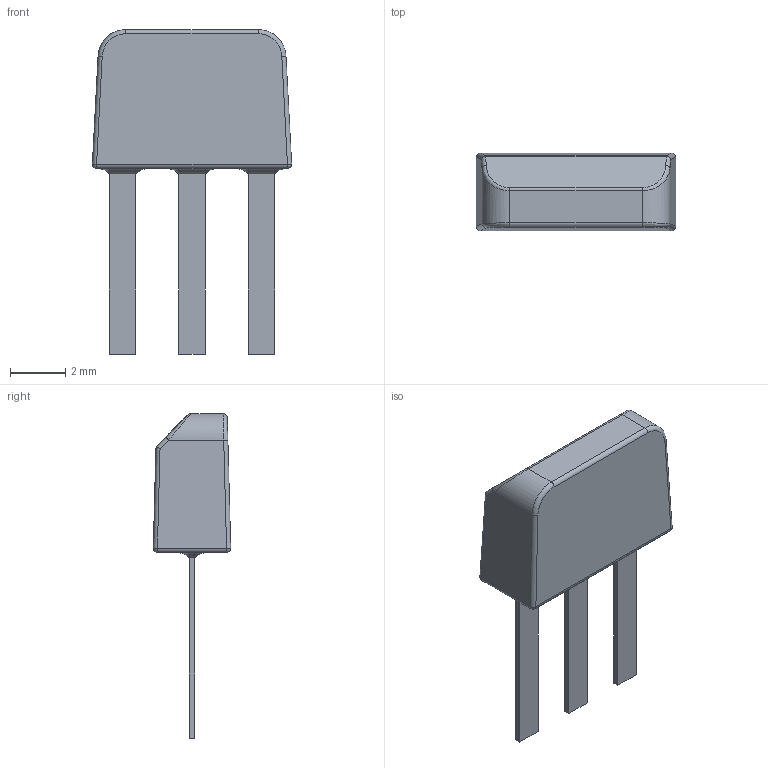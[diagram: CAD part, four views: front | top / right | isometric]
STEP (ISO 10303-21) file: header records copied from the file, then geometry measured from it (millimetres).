
FILE_DESCRIPTION(('STEP AP214'), '1');
FILE_NAME('弅-13-YEL', '', ('UNSPECIFIED'), ('UNSPECIFIED'), 'ASCON STEP Converter 1.3', 'ASCON Math Kernel', '');
FILE_SCHEMA(('AUTOMOTIVE_DESIGN { 1 0 10303 214 3 1 1}'));
Length unit declared in the file: millimetre
Bounding box: 7.18 x 2.79 x 11.7 mm (x, y, z)
Volume: 91.4 mm3; surface area: 172.1 mm2
Topology: 4 solids, 4 shells, 75 faces, 176 edges, 108 vertices
Faces by surface type: plane 28, cylinder 27, torus 12, bspline 4, sphere 4
Entity records: 2888 total; most frequent: CARTESIAN_POINT 526, DIRECTION 370, ORIENTED_EDGE 344, EDGE_CURVE 172, AXIS2_PLACEMENT_3D 140, VERTEX_POINT 108, LINE 90, VECTOR 90
